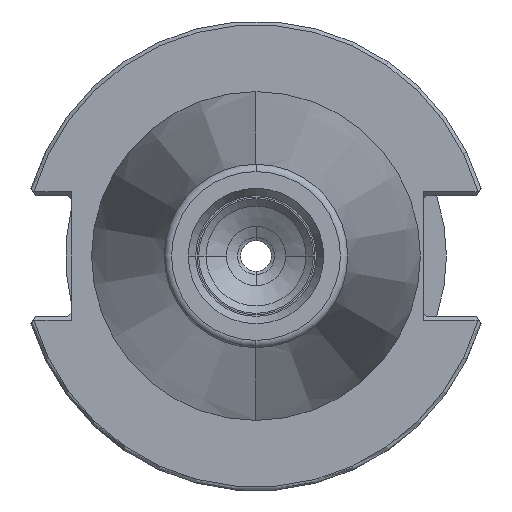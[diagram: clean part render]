
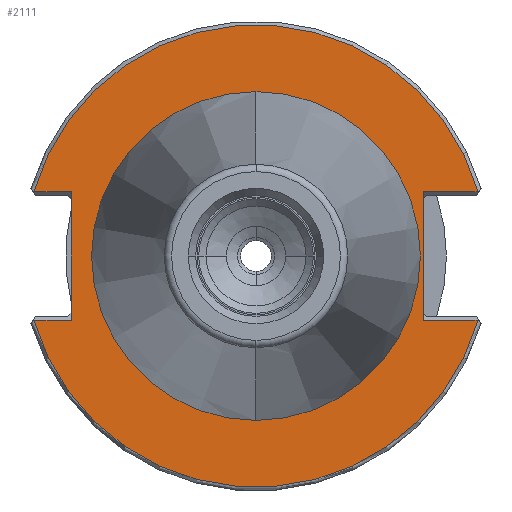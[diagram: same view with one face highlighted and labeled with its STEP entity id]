
A CAD part, left-side view. The second image highlights one B-rep face of the part: STEP entity #2111.
In plain terms, the highlighted planar face has unit normal (-1, 0, 0).
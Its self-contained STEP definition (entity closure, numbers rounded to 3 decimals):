
#116=CARTESIAN_POINT('',(3.175,0.,0.));
#117=DIRECTION('',(1.,0.,0.));
#118=DIRECTION('',(0.,1.,0.));
#119=AXIS2_PLACEMENT_3D('',#116,#117,#118);
#121=CARTESIAN_POINT('',(3.175,0.,0.));
#122=DIRECTION('',(1.,0.,0.));
#123=DIRECTION('',(0.,-1.,0.));
#124=AXIS2_PLACEMENT_3D('',#121,#122,#123);
#126=DIRECTION('',(0.,-1.,0.));
#127=VECTOR('',#126,5.017);
#128=CARTESIAN_POINT('',(3.175,30.017,8.69));
#129=LINE('',#128,#127);
#130=DIRECTION('',(0.,-1.,0.));
#131=VECTOR('',#130,7.417);
#132=CARTESIAN_POINT('',(3.175,-22.6,8.69));
#133=LINE('',#132,#131);
#134=DIRECTION('',(0.,1.,0.));
#135=VECTOR('',#134,7.417);
#136=CARTESIAN_POINT('',(3.175,-30.017,-8.69));
#137=LINE('',#136,#135);
#138=DIRECTION('',(0.,1.,0.));
#139=VECTOR('',#138,5.017);
#140=CARTESIAN_POINT('',(3.175,25.,-8.69));
#141=LINE('',#140,#139);
#168=DIRECTION('',(0.,0.,-1.));
#169=VECTOR('',#168,17.38);
#170=CARTESIAN_POINT('',(3.175,25.,8.69));
#171=LINE('',#170,#169);
#944=DIRECTION('',(0.,0.,1.));
#945=VECTOR('',#944,17.38);
#946=CARTESIAN_POINT('',(3.175,-22.6,-8.69));
#947=LINE('',#946,#945);
#1070=CARTESIAN_POINT('',(3.175,0.,0.));
#1071=DIRECTION('',(-1.,0.,0.));
#1072=DIRECTION('',(0.,0.961,-0.278));
#1073=AXIS2_PLACEMENT_3D('',#1070,#1071,#1072);
#1142=CARTESIAN_POINT('',(3.175,0.,0.));
#1143=DIRECTION('',(-1.,0.,0.));
#1144=DIRECTION('',(0.,-0.961,0.278));
#1145=AXIS2_PLACEMENT_3D('',#1142,#1143,#1144);
#1628=CARTESIAN_POINT('',(3.175,22.2,0.));
#1629=CARTESIAN_POINT('',(3.175,-22.2,0.));
#1630=VERTEX_POINT('',#1628);
#1631=VERTEX_POINT('',#1629);
#1684=CARTESIAN_POINT('',(3.175,30.017,8.69));
#1685=CARTESIAN_POINT('',(3.175,25.,8.69));
#1686=VERTEX_POINT('',#1684);
#1687=VERTEX_POINT('',#1685);
#1692=CARTESIAN_POINT('',(3.175,25.,-8.69));
#1693=CARTESIAN_POINT('',(3.175,30.017,-8.69));
#1694=VERTEX_POINT('',#1692);
#1695=VERTEX_POINT('',#1693);
#1700=CARTESIAN_POINT('',(3.175,-22.6,8.69));
#1701=CARTESIAN_POINT('',(3.175,-30.017,8.69));
#1702=VERTEX_POINT('',#1700);
#1703=VERTEX_POINT('',#1701);
#1708=CARTESIAN_POINT('',(3.175,-30.017,
-8.69));
#1709=CARTESIAN_POINT('',(3.175,-22.6,-8.69));
#1710=VERTEX_POINT('',#1708);
#1711=VERTEX_POINT('',#1709);
#2084=CARTESIAN_POINT('',(3.175,0.,0.));
#2085=DIRECTION('',(1.,0.,0.));
#2086=DIRECTION('',(0.,0.,1.));
#2087=AXIS2_PLACEMENT_3D('',#2084,#2085,#2086);
#2088=PLANE('',#2087);
#2090=ORIENTED_EDGE('',*,*,#2089,.F.);
#2092=ORIENTED_EDGE('',*,*,#2091,.F.);
#2094=ORIENTED_EDGE('',*,*,#2093,.F.);
#2096=ORIENTED_EDGE('',*,*,#2095,.F.);
#2098=ORIENTED_EDGE('',*,*,#2097,.F.);
#2100=ORIENTED_EDGE('',*,*,#2099,.F.);
#2102=ORIENTED_EDGE('',*,*,#2101,.F.);
#2104=ORIENTED_EDGE('',*,*,#2103,.F.);
#2105=EDGE_LOOP('',(#2090,#2092,#2094,#2096,#2098,#2100,#2102,#2104));
#2106=FACE_OUTER_BOUND('',#2105,.F.);
#2107=ORIENTED_EDGE('',*,*,#2037,.F.);
#2108=ORIENTED_EDGE('',*,*,#2052,.F.);
#2109=EDGE_LOOP('',(#2107,#2108));
#2110=FACE_BOUND('',#2109,.F.);
#2111=ADVANCED_FACE('',(#2106,#2110),#2088,.F.);
#120=CIRCLE('',#119,22.2);
#125=CIRCLE('',#124,22.2);
#1074=CIRCLE('',#1073,31.25);
#1146=CIRCLE('',#1145,31.25);
#2037=EDGE_CURVE('',#1630,#1631,#120,.T.);
#2052=EDGE_CURVE('',#1631,#1630,#125,.T.);
#2089=EDGE_CURVE('',#1686,#1687,#129,.T.);
#2091=EDGE_CURVE('',#1703,#1686,#1146,.T.);
#2093=EDGE_CURVE('',#1702,#1703,#133,.T.);
#2095=EDGE_CURVE('',#1711,#1702,#947,.T.);
#2097=EDGE_CURVE('',#1710,#1711,#137,.T.);
#2099=EDGE_CURVE('',#1695,#1710,#1074,.T.);
#2101=EDGE_CURVE('',#1694,#1695,#141,.T.);
#2103=EDGE_CURVE('',#1687,#1694,#171,.T.);
